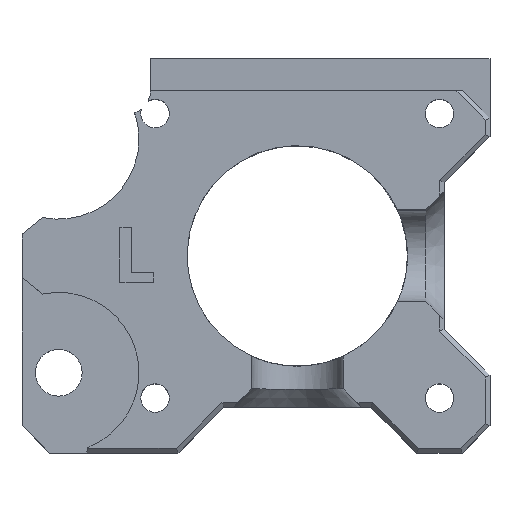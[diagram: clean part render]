
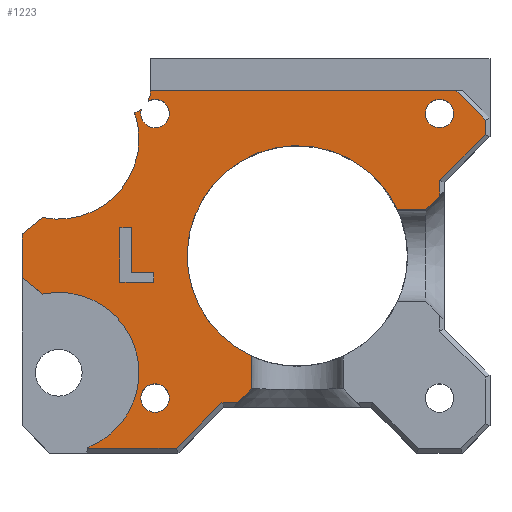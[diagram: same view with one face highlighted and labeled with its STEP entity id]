
A CAD part, top view. The second image highlights one B-rep face of the part: STEP entity #1223.
In plain terms, the highlighted planar face has unit normal (0, 0, 1).
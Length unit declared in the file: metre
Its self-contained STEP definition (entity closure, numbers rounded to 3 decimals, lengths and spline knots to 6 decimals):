
#52=LINE('',#1791,#201);
#53=LINE('',#1793,#202);
#54=LINE('',#1795,#203);
#55=LINE('',#1799,#204);
#56=LINE('',#1801,#205);
#57=LINE('',#1803,#206);
#58=LINE('',#1805,#207);
#59=LINE('',#1807,#208);
#60=LINE('',#1809,#209);
#61=LINE('',#1813,#210);
#62=LINE('',#1815,#211);
#63=LINE('',#1817,#212);
#64=LINE('',#1819,#213);
#65=LINE('',#1821,#214);
#66=LINE('',#1823,#215);
#67=LINE('',#1825,#216);
#68=LINE('',#1834,#217);
#69=LINE('',#1837,#218);
#70=LINE('',#1839,#219);
#71=LINE('',#1841,#220);
#72=LINE('',#1843,#221);
#73=LINE('',#1845,#222);
#201=VECTOR('',#1440,1.);
#202=VECTOR('',#1441,1.);
#203=VECTOR('',#1442,1.);
#204=VECTOR('',#1445,1.);
#205=VECTOR('',#1446,1.);
#206=VECTOR('',#1447,1.);
#207=VECTOR('',#1448,1.);
#208=VECTOR('',#1449,1.);
#209=VECTOR('',#1450,1.);
#210=VECTOR('',#1453,1.);
#211=VECTOR('',#1454,1.);
#212=VECTOR('',#1455,1.);
#213=VECTOR('',#1456,1.);
#214=VECTOR('',#1457,1.);
#215=VECTOR('',#1458,1.);
#216=VECTOR('',#1459,1.);
#217=VECTOR('',#1468,1.);
#218=VECTOR('',#1469,1.);
#219=VECTOR('',#1470,1.);
#220=VECTOR('',#1471,1.);
#221=VECTOR('',#1472,1.);
#222=VECTOR('',#1473,1.);
#359=ORIENTED_EDGE('',*,*,#711,.F.);
#360=ORIENTED_EDGE('',*,*,#712,.F.);
#361=ORIENTED_EDGE('',*,*,#713,.T.);
#362=ORIENTED_EDGE('',*,*,#714,.T.);
#363=ORIENTED_EDGE('',*,*,#715,.T.);
#364=ORIENTED_EDGE('',*,*,#716,.T.);
#365=ORIENTED_EDGE('',*,*,#717,.T.);
#366=ORIENTED_EDGE('',*,*,#718,.T.);
#367=ORIENTED_EDGE('',*,*,#719,.T.);
#368=ORIENTED_EDGE('',*,*,#720,.T.);
#369=ORIENTED_EDGE('',*,*,#721,.T.);
#370=ORIENTED_EDGE('',*,*,#722,.T.);
#371=ORIENTED_EDGE('',*,*,#723,.F.);
#372=ORIENTED_EDGE('',*,*,#724,.T.);
#373=ORIENTED_EDGE('',*,*,#725,.T.);
#374=ORIENTED_EDGE('',*,*,#726,.T.);
#375=ORIENTED_EDGE('',*,*,#727,.T.);
#376=ORIENTED_EDGE('',*,*,#728,.T.);
#377=ORIENTED_EDGE('',*,*,#729,.T.);
#378=ORIENTED_EDGE('',*,*,#730,.T.);
#379=ORIENTED_EDGE('',*,*,#731,.F.);
#380=ORIENTED_EDGE('',*,*,#732,.F.);
#381=ORIENTED_EDGE('',*,*,#733,.F.);
#382=ORIENTED_EDGE('',*,*,#734,.F.);
#383=ORIENTED_EDGE('',*,*,#735,.T.);
#384=ORIENTED_EDGE('',*,*,#736,.T.);
#385=ORIENTED_EDGE('',*,*,#737,.T.);
#386=ORIENTED_EDGE('',*,*,#738,.T.);
#387=ORIENTED_EDGE('',*,*,#739,.T.);
#388=ORIENTED_EDGE('',*,*,#740,.T.);
#711=EDGE_CURVE('',#887,#888,#986,.T.);
#712=EDGE_CURVE('',#889,#887,#987,.T.);
#713=EDGE_CURVE('',#889,#890,#52,.F.);
#714=EDGE_CURVE('',#890,#891,#53,.T.);
#715=EDGE_CURVE('',#891,#892,#54,.T.);
#716=EDGE_CURVE('',#892,#893,#988,.T.);
#717=EDGE_CURVE('',#893,#894,#55,.T.);
#718=EDGE_CURVE('',#894,#895,#56,.T.);
#719=EDGE_CURVE('',#895,#896,#57,.T.);
#720=EDGE_CURVE('',#896,#897,#58,.T.);
#721=EDGE_CURVE('',#897,#898,#59,.T.);
#722=EDGE_CURVE('',#898,#899,#60,.T.);
#723=EDGE_CURVE('',#900,#899,#989,.T.);
#724=EDGE_CURVE('',#900,#901,#61,.T.);
#725=EDGE_CURVE('',#901,#902,#62,.F.);
#726=EDGE_CURVE('',#902,#903,#63,.T.);
#727=EDGE_CURVE('',#903,#904,#64,.T.);
#728=EDGE_CURVE('',#904,#905,#65,.T.);
#729=EDGE_CURVE('',#905,#906,#66,.T.);
#730=EDGE_CURVE('',#906,#907,#67,.T.);
#731=EDGE_CURVE('',#908,#907,#990,.T.);
#732=EDGE_CURVE('',#888,#908,#991,.T.);
#733=EDGE_CURVE('',#909,#909,#992,.T.);
#734=EDGE_CURVE('',#910,#910,#993,.T.);
#735=EDGE_CURVE('',#911,#912,#68,.T.);
#736=EDGE_CURVE('',#912,#913,#69,.T.);
#737=EDGE_CURVE('',#913,#914,#70,.T.);
#738=EDGE_CURVE('',#914,#915,#71,.T.);
#739=EDGE_CURVE('',#915,#916,#72,.T.);
#740=EDGE_CURVE('',#916,#911,#73,.T.);
#887=VERTEX_POINT('',#1787);
#888=VERTEX_POINT('',#1788);
#889=VERTEX_POINT('',#1790);
#890=VERTEX_POINT('',#1792);
#891=VERTEX_POINT('',#1794);
#892=VERTEX_POINT('',#1796);
#893=VERTEX_POINT('',#1798);
#894=VERTEX_POINT('',#1800);
#895=VERTEX_POINT('',#1802);
#896=VERTEX_POINT('',#1804);
#897=VERTEX_POINT('',#1806);
#898=VERTEX_POINT('',#1808);
#899=VERTEX_POINT('',#1810);
#900=VERTEX_POINT('',#1812);
#901=VERTEX_POINT('',#1814);
#902=VERTEX_POINT('',#1816);
#903=VERTEX_POINT('',#1818);
#904=VERTEX_POINT('',#1820);
#905=VERTEX_POINT('',#1822);
#906=VERTEX_POINT('',#1824);
#907=VERTEX_POINT('',#1826);
#908=VERTEX_POINT('',#1828);
#909=VERTEX_POINT('',#1831);
#910=VERTEX_POINT('',#1833);
#911=VERTEX_POINT('',#1835);
#912=VERTEX_POINT('',#1836);
#913=VERTEX_POINT('',#1838);
#914=VERTEX_POINT('',#1840);
#915=VERTEX_POINT('',#1842);
#916=VERTEX_POINT('',#1844);
#986=CIRCLE('',#1314,0.002563);
#987=CIRCLE('',#1315,0.00875);
#988=CIRCLE('',#1316,0.00875);
#989=CIRCLE('',#1317,0.012);
#990=CIRCLE('',#1318,0.002563);
#991=CIRCLE('',#1319,0.00155);
#992=CIRCLE('',#1320,0.00155);
#993=CIRCLE('',#1321,0.00155);
#1008=EDGE_LOOP('',(#359,#360,#361,#362,#363,#364,#365,#366,#367,#368,#369,
#370,#371,#372,#373,#374,#375,#376,#377,#378,#379,#380));
#1009=EDGE_LOOP('',(#381));
#1010=EDGE_LOOP('',(#382));
#1011=EDGE_LOOP('',(#383,#384,#385,#386,#387,#388));
#1091=FACE_BOUND('',#1008,.T.);
#1092=FACE_BOUND('',#1009,.T.);
#1093=FACE_BOUND('',#1010,.T.);
#1094=FACE_BOUND('',#1011,.T.);
#1169=PLANE('',#1313);
#1223=ADVANCED_FACE('',(#1091,#1092,#1093,#1094),#1169,.T.);
#1313=AXIS2_PLACEMENT_3D('',#1785,#1434,#1435);
#1314=AXIS2_PLACEMENT_3D('',#1786,#1436,#1437);
#1315=AXIS2_PLACEMENT_3D('',#1789,#1438,#1439);
#1316=AXIS2_PLACEMENT_3D('',#1797,#1443,#1444);
#1317=AXIS2_PLACEMENT_3D('',#1811,#1451,#1452);
#1318=AXIS2_PLACEMENT_3D('',#1827,#1460,#1461);
#1319=AXIS2_PLACEMENT_3D('',#1829,#1462,#1463);
#1320=AXIS2_PLACEMENT_3D('',#1830,#1464,#1465);
#1321=AXIS2_PLACEMENT_3D('',#1832,#1466,#1467);
#1434=DIRECTION('',(0.,0.,1.));
#1435=DIRECTION('',(1.,0.,0.));
#1436=DIRECTION('',(0.,0.,1.));
#1437=DIRECTION('',(1.,0.,0.));
#1438=DIRECTION('',(0.,0.,1.));
#1439=DIRECTION('',(1.,0.,0.));
#1440=DIRECTION('',(0.776,0.63,0.));
#1441=DIRECTION('',(0.,-1.,0.));
#1442=DIRECTION('',(0.776,-0.63,0.));
#1443=DIRECTION('',(0.,0.,-1.));
#1444=DIRECTION('',(1.,0.,0.));
#1445=DIRECTION('',(-0.206,-0.979,0.));
#1446=DIRECTION('',(1.,0.,0.));
#1447=DIRECTION('',(0.707,0.707,0.));
#1448=DIRECTION('',(1.,0.,0.));
#1449=DIRECTION('',(0.707,0.707,0.));
#1450=DIRECTION('',(0.,1.,0.));
#1451=DIRECTION('',(0.,0.,1.));
#1452=DIRECTION('',(1.,0.,0.));
#1453=DIRECTION('',(1.,0.,0.));
#1454=DIRECTION('',(-0.707,-0.707,0.));
#1455=DIRECTION('',(0.,1.,0.));
#1456=DIRECTION('',(0.707,0.707,0.));
#1457=DIRECTION('',(0.,1.,0.));
#1458=DIRECTION('',(-0.707,0.707,0.));
#1459=DIRECTION('',(-1.,0.,0.));
#1460=DIRECTION('',(0.,0.,1.));
#1461=DIRECTION('',(1.,0.,0.));
#1462=DIRECTION('',(0.,0.,1.));
#1463=DIRECTION('',(1.,0.,0.));
#1464=DIRECTION('',(0.,0.,1.));
#1465=DIRECTION('',(1.,0.,0.));
#1466=DIRECTION('',(0.,0.,1.));
#1467=DIRECTION('',(1.,0.,0.));
#1468=DIRECTION('',(-1.,0.,0.));
#1469=DIRECTION('',(0.,1.,0.));
#1470=DIRECTION('',(1.,0.,0.));
#1471=DIRECTION('',(0.,-1.,0.));
#1472=DIRECTION('',(1.,0.,0.));
#1473=DIRECTION('',(0.,-1.,0.));
#1785=CARTESIAN_POINT('',(-0.007,0.,0.014));
#1786=CARTESIAN_POINT('',(-0.018553,0.018,0.014));
#1787=CARTESIAN_POINT('',(-0.017722,0.015576,0.014));
#1788=CARTESIAN_POINT('',(-0.016973,0.015982,0.014));
#1789=CARTESIAN_POINT('',(-0.026,0.01274,0.014));
#1790=CARTESIAN_POINT('',(-0.027794,0.004176,0.014));
#1791=CARTESIAN_POINT('',(-0.017309,0.012692,0.014));
#1792=CARTESIAN_POINT('',(-0.03,0.002384,0.014));
#1793=CARTESIAN_POINT('',(-0.03,-0.008271,0.014));
#1794=CARTESIAN_POINT('',(-0.03,-0.002384,0.014));
#1795=CARTESIAN_POINT('',(-0.017309,-0.012692,0.014));
#1796=CARTESIAN_POINT('',(-0.027794,-0.004176,0.014));
#1797=CARTESIAN_POINT('',(-0.026,-0.01274,0.014));
#1798=CARTESIAN_POINT('',(-0.022831,-0.020896,0.014));
#1799=CARTESIAN_POINT('',(-0.017949,0.002304,0.014));
#1800=CARTESIAN_POINT('',(-0.022853,-0.021,0.014));
#1801=CARTESIAN_POINT('',(-0.013,-0.021,0.014));
#1802=CARTESIAN_POINT('',(-0.013207,-0.021,0.014));
#1803=CARTESIAN_POINT('',(0.000396,-0.007396,0.014));
#1804=CARTESIAN_POINT('',(-0.008207,-0.016,0.014));
#1805=CARTESIAN_POINT('',(-0.007,-0.016,0.014));
#1806=CARTESIAN_POINT('',(-0.0065,-0.016,0.014));
#1807=CARTESIAN_POINT('',(0.00125,-0.00825,0.014));
#1808=CARTESIAN_POINT('',(-0.005,-0.0145,0.014));
#1809=CARTESIAN_POINT('',(-0.005,0.,0.014));
#1810=CARTESIAN_POINT('',(-0.005,-0.010909,0.014));
#1811=CARTESIAN_POINT('',(0.,0.,0.014));
#1812=CARTESIAN_POINT('',(0.010909,0.005,0.014));
#1813=CARTESIAN_POINT('',(-0.007,0.005,0.014));
#1814=CARTESIAN_POINT('',(0.014,0.005,0.014));
#1815=CARTESIAN_POINT('',(0.001,-0.008,0.014));
#1816=CARTESIAN_POINT('',(0.0155,0.0065,0.014));
#1817=CARTESIAN_POINT('',(0.0155,0.,0.014));
#1818=CARTESIAN_POINT('',(0.0155,0.008207,0.014));
#1819=CARTESIAN_POINT('',(0.020646,0.013354,0.014));
#1820=CARTESIAN_POINT('',(0.0205,0.013207,0.014));
#1821=CARTESIAN_POINT('',(0.0205,0.,0.014));
#1822=CARTESIAN_POINT('',(0.0205,0.014793,0.014));
#1823=CARTESIAN_POINT('',(0.014146,0.021146,0.014));
#1824=CARTESIAN_POINT('',(0.017293,0.018,0.014));
#1825=CARTESIAN_POINT('',(0.000996,0.018,0.014));
#1826=CARTESIAN_POINT('',(-0.01599,0.018,0.014));
#1827=CARTESIAN_POINT('',(-0.018553,0.018,0.014));
#1828=CARTESIAN_POINT('',(-0.016263,0.016849,0.014));
#1829=CARTESIAN_POINT('',(-0.0155,0.0155,0.014));
#1830=CARTESIAN_POINT('',(0.0155,0.0155,0.014));
#1831=CARTESIAN_POINT('',(0.01705,0.0155,0.014));
#1832=CARTESIAN_POINT('',(-0.0155,-0.0155,0.014));
#1833=CARTESIAN_POINT('',(-0.01395,-0.0155,0.014));
#1834=CARTESIAN_POINT('',(-0.017497,-0.002885,0.014));
#1835=CARTESIAN_POINT('',(-0.01566,-0.002885,0.014));
#1836=CARTESIAN_POINT('',(-0.019335,-0.002885,0.014));
#1837=CARTESIAN_POINT('',(-0.019335,0.00009,0.014));
#1838=CARTESIAN_POINT('',(-0.019335,0.003064,0.014));
#1839=CARTESIAN_POINT('',(-0.018704,0.003064,0.014));
#1840=CARTESIAN_POINT('',(-0.018073,0.003064,0.014));
#1841=CARTESIAN_POINT('',(-0.018073,0.000611,0.014));
#1842=CARTESIAN_POINT('',(-0.018073,-0.001843,0.014));
#1843=CARTESIAN_POINT('',(-0.016867,-0.001843,0.014));
#1844=CARTESIAN_POINT('',(-0.01566,-0.001843,0.014));
#1845=CARTESIAN_POINT('',(-0.01566,-0.002364,0.014));
